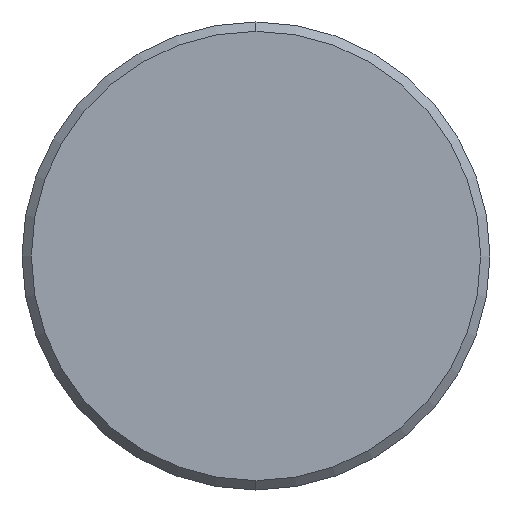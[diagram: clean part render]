
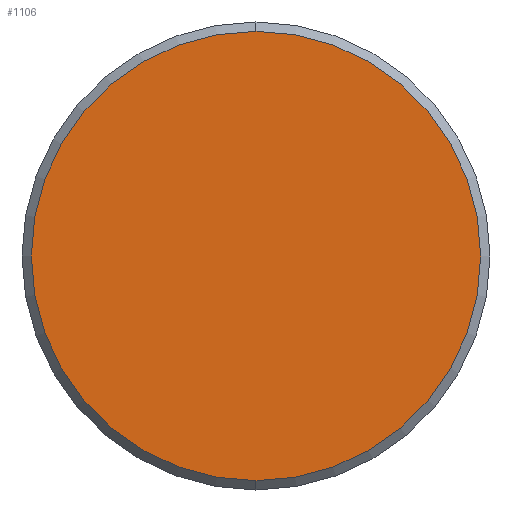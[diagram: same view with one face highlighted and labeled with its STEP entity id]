
A CAD part, left-side view. The second image highlights one B-rep face of the part: STEP entity #1106.
In plain terms, the highlighted planar face has unit normal (-1, 0, 0).
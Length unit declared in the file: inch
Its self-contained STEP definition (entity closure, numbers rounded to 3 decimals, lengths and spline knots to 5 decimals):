
#33 = ORIENTED_EDGE ( 'NONE', *, *, #1226, .F. ) ;
#73 = DIRECTION ( 'NONE',  ( -1., 0., 0. ) ) ;
#76 = AXIS2_PLACEMENT_3D ( 'NONE', #375, #1117, #481 ) ;
#213 = EDGE_LOOP ( 'NONE', ( #33, #635 ) ) ;
#297 = AXIS2_PLACEMENT_3D ( 'NONE', #381, #73, #598 ) ;
#307 = CARTESIAN_POINT ( 'NONE',  ( 0., 0., -0.48 ) ) ;
#375 = CARTESIAN_POINT ( 'NONE',  ( 0., 0., 0. ) ) ;
#381 = CARTESIAN_POINT ( 'NONE',  ( 0., 0.5, 0. ) ) ;
#407 = DIRECTION ( 'NONE',  ( 1., 0., 0. ) ) ;
#481 = DIRECTION ( 'NONE',  ( 0., 0., -1. ) ) ;
#487 = PLANE ( 'NONE',  #297 ) ;
#583 = CIRCLE ( 'NONE', #76, 0.48 ) ;
#598 = DIRECTION ( 'NONE',  ( 0., 0., 1. ) ) ;
#635 = ORIENTED_EDGE ( 'NONE', *, *, #706, .F. ) ;
#706 = EDGE_CURVE ( 'NONE', #825, #1255, #583, .T. ) ;
#715 = CARTESIAN_POINT ( 'NONE',  ( 0., 0., 0.48 ) ) ;
#825 = VERTEX_POINT ( 'NONE', #715 ) ;
#1047 = CARTESIAN_POINT ( 'NONE',  ( 0., 0., 0. ) ) ;
#1106 = ADVANCED_FACE ( 'NONE', ( #1313 ), #487, .T. ) ;
#1117 = DIRECTION ( 'NONE',  ( 1., 0., 0. ) ) ;
#1139 = CIRCLE ( 'NONE', #1146, 0.48 ) ;
#1146 = AXIS2_PLACEMENT_3D ( 'NONE', #1047, #407, #1148 ) ;
#1148 = DIRECTION ( 'NONE',  ( 0., 0., -1. ) ) ;
#1226 = EDGE_CURVE ( 'NONE', #1255, #825, #1139, .T. ) ;
#1255 = VERTEX_POINT ( 'NONE', #307 ) ;
#1313 = FACE_OUTER_BOUND ( 'NONE', #213, .T. ) ;
